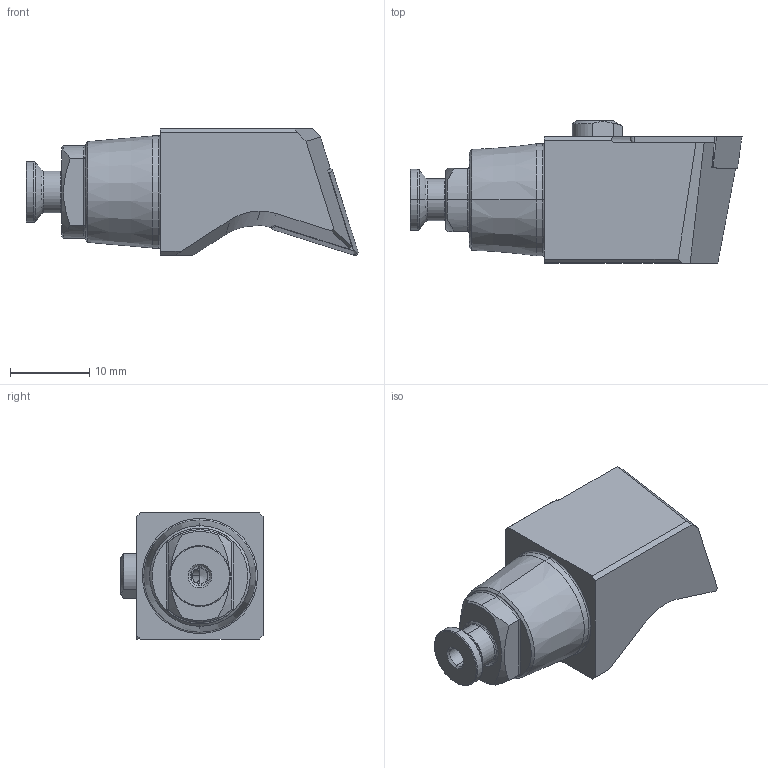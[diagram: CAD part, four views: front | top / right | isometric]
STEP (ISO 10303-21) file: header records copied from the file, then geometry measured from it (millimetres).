
FILE_DESCRIPTION (( 'STEP AP203' ), '1' );
FILE_NAME ('LW4.SDHCR.0825.11.STEP', '2024-08-26T13:38:05', ( '' ), ( '' ), 'SwSTEP 2.0', 'SolidWorks 2022', '' );
FILE_SCHEMA (( 'CONFIG_CONTROL_DESIGN' ));
Length unit declared in the file: millimetre
Products named in the file (7): LWX-ER1.007.002; LW4-U00.ER1.000_B; LW4-KDB.RHA.025_A; ISO 14581 - M2x10; WCB-ER2.001.009_A; DCMT11T304; LW4.SDHCR.0825.11
Assembly tree (6 placements, depth 2):
  LW4.SDHCR.0825.11
    LW4-KDB.RHA.025_A
    LW4-U00.ER1.000_B
    LWX-ER1.007.002
    ISO 14581 - M2x10
    WCB-ER2.001.009_A
    DCMT11T304
Bounding box: 42 x 18 x 16 mm (x, y, z)
Volume: 6048.9 mm3; surface area: 3792.5 mm2
Topology: 6 solids, 6 shells, 264 faces, 645 edges, 387 vertices
Faces by surface type: cylinder 83, cone 70, plane 70, torus 23, bspline 16, sphere 2
Entity records: 9013 total; most frequent: CARTESIAN_POINT 2284, DIRECTION 1269, ORIENTED_EDGE 1266, EDGE_CURVE 633, AXIS2_PLACEMENT_3D 510, VERTEX_POINT 387, EDGE_LOOP 278, FACE_OUTER_BOUND 264
